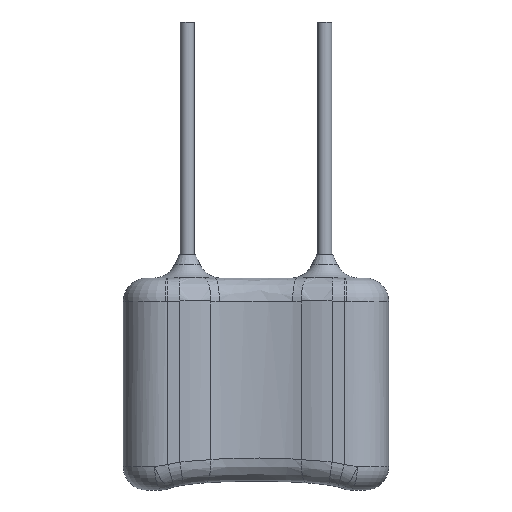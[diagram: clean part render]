
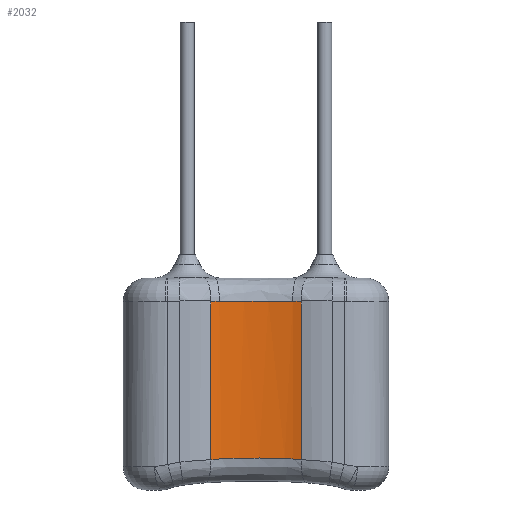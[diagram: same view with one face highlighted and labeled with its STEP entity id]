
A CAD part, front view. The second image highlights one B-rep face of the part: STEP entity #2032.
In plain terms, the highlighted free-form (B-spline) face has degree [3, 1] with [4, 2] control points.
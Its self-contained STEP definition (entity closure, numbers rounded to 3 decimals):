
#53 = FACE_OUTER_BOUND ( 'NONE', #2213, .T. ) ;
#150 = CARTESIAN_POINT ( 'NONE',  ( -1.83, -1.884, -11.99 ) ) ;
#153 = CARTESIAN_POINT ( 'NONE',  ( -1.577, -1.829, -12. ) ) ;
#159 = CARTESIAN_POINT ( 'NONE',  ( -1.952, -1.926, -11.982 ) ) ;
#165 = CARTESIAN_POINT ( 'NONE',  ( -1.704, -1.854, -12. ) ) ;
#208 = CARTESIAN_POINT ( 'NONE',  ( -1.952, -1.926, -18.8 ) ) ;
#211 = CARTESIAN_POINT ( 'NONE',  ( -1.796, -1.872, -18.781 ) ) ;
#212 = CARTESIAN_POINT ( 'NONE',  ( -1.635, -1.838, -18.771 ) ) ;
#213 = CARTESIAN_POINT ( 'NONE',  ( -1.312, -1.782, -18.753 ) ) ;
#214 = CARTESIAN_POINT ( 'NONE',  ( -1.149, -1.761, -18.746 ) ) ;
#217 = CARTESIAN_POINT ( 'NONE',  ( -0.658, -1.714, -18.73 ) ) ;
#218 = CARTESIAN_POINT ( 'NONE',  ( -0.328, -1.7, -18.725 ) ) ;
#219 = CARTESIAN_POINT ( 'NONE',  ( 0.329, -1.7, -18.725 ) ) ;
#220 = CARTESIAN_POINT ( 'NONE',  ( 0.656, -1.713, -18.73 ) ) ;
#221 = CARTESIAN_POINT ( 'NONE',  ( 1.146, -1.761, -18.746 ) ) ;
#222 = CARTESIAN_POINT ( 'NONE',  ( 1.309, -1.781, -18.753 ) ) ;
#223 = CARTESIAN_POINT ( 'NONE',  ( 1.634, -1.838, -18.771 ) ) ;
#224 = CARTESIAN_POINT ( 'NONE',  ( 1.797, -1.872, -18.781 ) ) ;
#225 = CARTESIAN_POINT ( 'NONE',  ( 1.952, -1.926, -18.8 ) ) ;
#288 = CARTESIAN_POINT ( 'NONE',  ( -0.26, -1.7, -12. ) ) ;
#364 = CARTESIAN_POINT ( 'NONE',  ( 1.83, -1.884, -11.99 ) ) ;
#431 = CARTESIAN_POINT ( 'NONE',  ( 1.704, -1.854, -12. ) ) ;
#485 = CARTESIAN_POINT ( 'NONE',  ( 1.056, -1.749, -12. ) ) ;
#526 = DIRECTION ( 'NONE',  ( 0., 0., 1. ) ) ;
#530 = CARTESIAN_POINT ( 'NONE',  ( 1.952, -1.926, -20.1 ) ) ;
#533 = CARTESIAN_POINT ( 'NONE',  ( 1.952, -1.926, -11.982 ) ) ;
#543 = CARTESIAN_POINT ( 'NONE',  ( 1.577, -1.829, -12. ) ) ;
#567 = CARTESIAN_POINT ( 'NONE',  ( 0.268, -1.7, -12. ) ) ;
#579 = CARTESIAN_POINT ( 'NONE',  ( 1.577, -1.829, -12. ) ) ;
#581 = CARTESIAN_POINT ( 'NONE',  ( -1.054, -1.748, -12. ) ) ;
#585 = CARTESIAN_POINT ( 'NONE',  ( 0.531, -1.709, -12. ) ) ;
#589 = CARTESIAN_POINT ( 'NONE',  ( -1.317, -1.778, -12. ) ) ;
#590 = CARTESIAN_POINT ( 'NONE',  ( -1.577, -1.829, -12. ) ) ;
#601 = CARTESIAN_POINT ( 'NONE',  ( -0.525, -1.709, -12. ) ) ;
#602 = CARTESIAN_POINT ( 'NONE',  ( 1.317, -1.778, -12. ) ) ;
#715 = DIRECTION ( 'NONE',  ( 0., 0., -1. ) ) ;
#716 = CARTESIAN_POINT ( 'NONE',  ( -1.952, -1.926, -11. ) ) ;
#792 = CARTESIAN_POINT ( 'NONE',  ( -1.952, -1.926, -11.982 ) ) ;
#806 = CARTESIAN_POINT ( 'NONE',  ( 1.577, -1.829, -12. ) ) ;
#809 = CARTESIAN_POINT ( 'NONE',  ( -1.952, -1.926, -18.8 ) ) ;
#819 = CARTESIAN_POINT ( 'NONE',  ( -1.577, -1.829, -12. ) ) ;
#824 = CARTESIAN_POINT ( 'NONE',  ( 1.952, -1.926, -18.8 ) ) ;
#825 = CARTESIAN_POINT ( 'NONE',  ( 1.952, -1.926, -11.982 ) ) ;
#841 = VERTEX_POINT ( 'NONE', #809 ) ;
#849 = VERTEX_POINT ( 'NONE', #824 ) ;
#850 = VERTEX_POINT ( 'NONE', #825 ) ;
#855 = VERTEX_POINT ( 'NONE', #792 ) ;
#858 = VERTEX_POINT ( 'NONE', #806 ) ;
#901 = VERTEX_POINT ( 'NONE', #819 ) ;
#1106 =( BOUNDED_SURFACE ( )  B_SPLINE_SURFACE ( 3, 1, ( 
 ( #1391, #1383 ),
 ( #1384, #1393 ),
 ( #1394, #1395 ),
 ( #1396, #1397 ) ),
 .UNSPECIFIED., .F., .F., .T. ) 
 B_SPLINE_SURFACE_WITH_KNOTS ( ( 4, 4 ),
 ( 2, 2 ),
 ( 0., 1. ),
 ( 0., 1. ),
 .UNSPECIFIED. ) 
 GEOMETRIC_REPRESENTATION_ITEM ( )  RATIONAL_B_SPLINE_SURFACE ( (
 ( 1., 1.),
 ( 0.665, 0.665),
 ( 0.665, 0.665),
 ( 1., 1.) ) ) 
 REPRESENTATION_ITEM ( '' )  SURFACE ( )  );
#1383 = CARTESIAN_POINT ( 'NONE',  ( -1.952, -1.926, -18.841 ) ) ;
#1384 = CARTESIAN_POINT ( 'NONE',  ( -0.979, -1.586, -11.941 ) ) ;
#1391 = CARTESIAN_POINT ( 'NONE',  ( -1.952, -1.926, -11.941 ) ) ;
#1393 = CARTESIAN_POINT ( 'NONE',  ( -0.979, -1.586, -18.841 ) ) ;
#1394 = CARTESIAN_POINT ( 'NONE',  ( 0.979, -1.586, -11.941 ) ) ;
#1395 = CARTESIAN_POINT ( 'NONE',  ( 0.979, -1.586, -18.841 ) ) ;
#1396 = CARTESIAN_POINT ( 'NONE',  ( 1.952, -1.926, -11.941 ) ) ;
#1397 = CARTESIAN_POINT ( 'NONE',  ( 1.952, -1.926, -18.841 ) ) ;
#1810 = EDGE_CURVE ( 'NONE', #901, #855, #2935, .T. ) ;
#1823 = EDGE_CURVE ( 'NONE', #841, #849, #2952, .T. ) ;
#1926 = EDGE_CURVE ( 'NONE', #850, #858, #2985, .T. ) ;
#1934 = EDGE_CURVE ( 'NONE', #849, #850, #2130, .T. ) ;
#1936 = EDGE_CURVE ( 'NONE', #858, #901, #2988, .T. ) ;
#1943 = EDGE_CURVE ( 'NONE', #855, #841, #2064, .T. ) ;
#2032 = ADVANCED_FACE ( 'NONE', ( #53 ), #1106, .F. ) ;
#2043 = VECTOR ( 'NONE', #715, 1000. ) ;
#2064 = LINE ( 'NONE', #716, #2043 ) ;
#2097 = VECTOR ( 'NONE', #526, 1000. ) ;
#2130 = LINE ( 'NONE', #530, #2097 ) ;
#2213 = EDGE_LOOP ( 'NONE', ( #2633, #2630, #2629, #2625, #2626, #2627 ) ) ;
#2625 = ORIENTED_EDGE ( 'NONE', *, *, #1810, .T. ) ;
#2626 = ORIENTED_EDGE ( 'NONE', *, *, #1943, .T. ) ;
#2627 = ORIENTED_EDGE ( 'NONE', *, *, #1823, .T. ) ;
#2629 = ORIENTED_EDGE ( 'NONE', *, *, #1936, .T. ) ;
#2630 = ORIENTED_EDGE ( 'NONE', *, *, #1926, .T. ) ;
#2633 = ORIENTED_EDGE ( 'NONE', *, *, #1934, .T. ) ;
#2935 = B_SPLINE_CURVE_WITH_KNOTS ( 'NONE', 3,
 ( #153, #165, #150, #159 ),
 .UNSPECIFIED., .F., .F.,
 ( 4, 4 ),
 ( 0., 0. ),
 .UNSPECIFIED. ) ;
#2952 = B_SPLINE_CURVE_WITH_KNOTS ( 'NONE', 3,
 ( #208, #211, #212, #213, #214, #217, #218, #219, #220, #221, #222, #223, #224, #225 ),
 .UNSPECIFIED., .F., .F.,
 ( 4, 2, 2, 2, 2, 2, 4 ),
 ( 0., 0., 0.001, 0.002, 0.003, 0.003, 0.004 ),
 .UNSPECIFIED. ) ;
#2985 = B_SPLINE_CURVE_WITH_KNOTS ( 'NONE', 3,
 ( #533, #364, #431, #543 ),
 .UNSPECIFIED., .F., .F.,
 ( 4, 4 ),
 ( 0., 0. ),
 .UNSPECIFIED. ) ;
#2988 = B_SPLINE_CURVE_WITH_KNOTS ( 'NONE', 3,
 ( #579, #602, #485, #585, #567, #288, #601, #581, #589, #590 ),
 .UNSPECIFIED., .F., .F.,
 ( 4, 2, 2, 2, 4 ),
 ( 0., 0.001, 0.002, 0.003, 0.004 ),
 .UNSPECIFIED. ) ;
